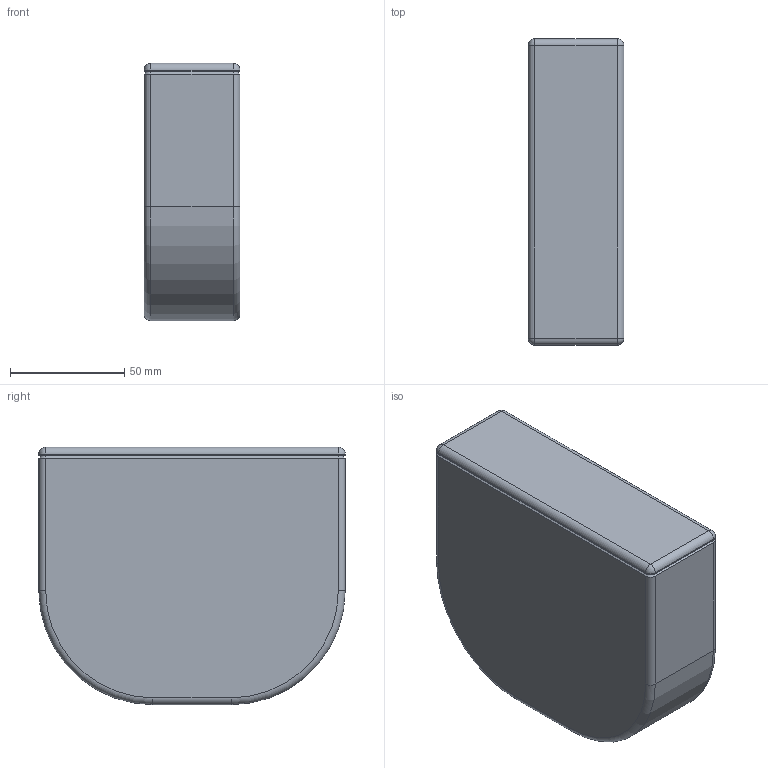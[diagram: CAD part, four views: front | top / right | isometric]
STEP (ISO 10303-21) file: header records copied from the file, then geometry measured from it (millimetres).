
FILE_DESCRIPTION(/* description */ ('','CAx-IF Rec.Pracs.---Representation and Presentation of Product Manufacturing Information (PMI)---4.0---2014-10-13'),/* implementation_level */ '2;1');
FILE_NAME(/* name */ '',/* time_stamp */ '2025-03-20T12:19:01+01:00',/* author */ (''),/* organization */ (''),/* preprocessor_version */ 'ST-DEVELOPER v20',/* originating_system */ 'Autodesk Translation Framework v13.20.0.188',/* authorisation */ '');
FILE_SCHEMA (('AP242_MANAGED_MODEL_BASED_3D_ENGINEERING_MIM_LF { 1 0 10303 442 1 1 4 }'));
Length unit declared in the file: millimetre
Products named in the file (1): Ohišje za semafor lope
Bounding box: 42 x 134.2 x 112.72 mm (x, y, z)
Volume: 105901.8 mm3; surface area: 75836.5 mm2
Topology: 2 solids, 2 shells, 136 faces, 316 edges, 186 vertices
Faces by surface type: cylinder 52, plane 47, torus 21, cone 8, bspline 4, sphere 4
Entity records: 3961 total; most frequent: CARTESIAN_POINT 768, DIRECTION 713, ORIENTED_EDGE 632, EDGE_CURVE 316, AXIS2_PLACEMENT_3D 271, VERTEX_POINT 186, LINE 171, VECTOR 171
